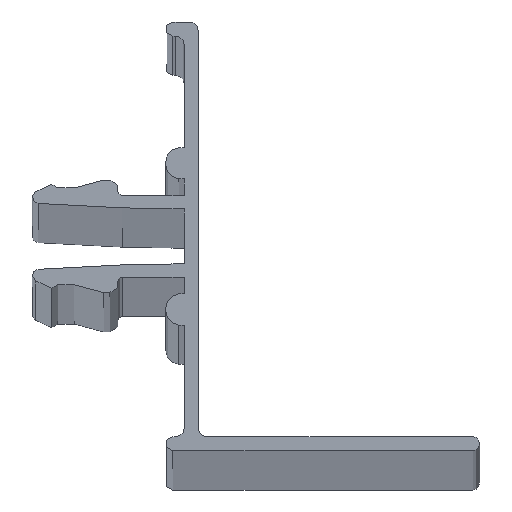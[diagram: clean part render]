
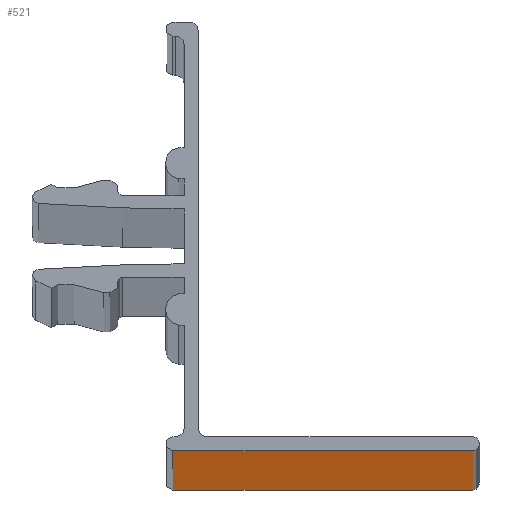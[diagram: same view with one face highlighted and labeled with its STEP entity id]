
A CAD part, top view. The second image highlights one B-rep face of the part: STEP entity #521.
In plain terms, the highlighted planar face has unit normal (0, -1, 0).
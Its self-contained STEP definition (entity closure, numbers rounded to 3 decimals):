
#16 = PLANE ( 'NONE',  #1168 ) ;
#212 = VECTOR ( 'NONE', #1580, 1000. ) ;
#287 = ORIENTED_EDGE ( 'NONE', *, *, #1475, .F. ) ;
#388 = VERTEX_POINT ( 'NONE', #1562 ) ;
#428 = LINE ( 'NONE', #851, #515 ) ;
#446 = DIRECTION ( 'NONE',  ( 0., -1., 0. ) ) ;
#461 = LINE ( 'NONE', #1010, #212 ) ;
#515 = VECTOR ( 'NONE', #1437, 1000. ) ;
#521 = ADVANCED_FACE ( 'NONE', ( #1601 ), #16, .T. ) ;
#755 = EDGE_CURVE ( 'NONE', #388, #1417, #428, .T. ) ;
#817 = LINE ( 'NONE', #1006, #926 ) ;
#851 = CARTESIAN_POINT ( 'NONE',  ( 0.663, -19.05, -2000. ) ) ;
#868 = ORIENTED_EDGE ( 'NONE', *, *, #1699, .T. ) ;
#926 = VECTOR ( 'NONE', #1120, 1000. ) ;
#974 = EDGE_CURVE ( 'NONE', #1444, #1536, #817, .T. ) ;
#1006 = CARTESIAN_POINT ( 'NONE',  ( 0.663, -19.05, 0. ) ) ;
#1010 = CARTESIAN_POINT ( 'NONE',  ( 27.295, -19.05, -2000. ) ) ;
#1120 = DIRECTION ( 'NONE',  ( 1., 0., 0. ) ) ;
#1125 = CARTESIAN_POINT ( 'NONE',  ( 0.663, -19.05, -2000. ) ) ;
#1143 = CARTESIAN_POINT ( 'NONE',  ( 0.663, -19.05, 0. ) ) ;
#1168 = AXIS2_PLACEMENT_3D ( 'NONE', #1721, #446, #1180 ) ;
#1180 = DIRECTION ( 'NONE',  ( 0., 0., -1. ) ) ;
#1236 = VECTOR ( 'NONE', #1269, 1000. ) ;
#1269 = DIRECTION ( 'NONE',  ( 0., 0., 1. ) ) ;
#1379 = ORIENTED_EDGE ( 'NONE', *, *, #755, .T. ) ;
#1417 = VERTEX_POINT ( 'NONE', #1665 ) ;
#1437 = DIRECTION ( 'NONE',  ( 1., 0., 0. ) ) ;
#1444 = VERTEX_POINT ( 'NONE', #1143 ) ;
#1475 = EDGE_CURVE ( 'NONE', #388, #1444, #1677, .T. ) ;
#1487 = ORIENTED_EDGE ( 'NONE', *, *, #974, .F. ) ;
#1536 = VERTEX_POINT ( 'NONE', #1819 ) ;
#1562 = CARTESIAN_POINT ( 'NONE',  ( 0.663, -19.05, -2000. ) ) ;
#1580 = DIRECTION ( 'NONE',  ( 0., 0., 1. ) ) ;
#1601 = FACE_OUTER_BOUND ( 'NONE', #1777, .T. ) ;
#1665 = CARTESIAN_POINT ( 'NONE',  ( 27.295, -19.05, -2000. ) ) ;
#1677 = LINE ( 'NONE', #1125, #1236 ) ;
#1699 = EDGE_CURVE ( 'NONE', #1417, #1536, #461, .T. ) ;
#1721 = CARTESIAN_POINT ( 'NONE',  ( 0.663, -19.05, -2000. ) ) ;
#1777 = EDGE_LOOP ( 'NONE', ( #1487, #287, #1379, #868 ) ) ;
#1819 = CARTESIAN_POINT ( 'NONE',  ( 27.295, -19.05, 0. ) ) ;
